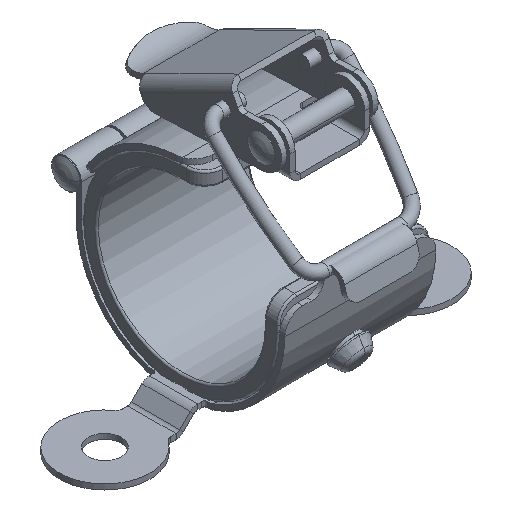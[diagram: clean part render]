
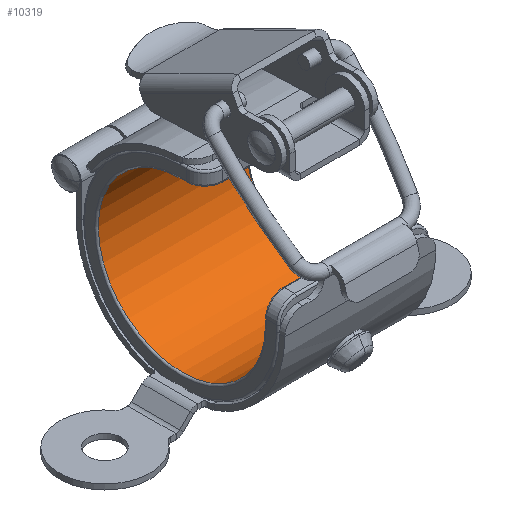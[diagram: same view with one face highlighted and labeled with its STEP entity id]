
A CAD part, isometric view. The second image highlights one B-rep face of the part: STEP entity #10319.
In plain terms, the highlighted cylindrical face has radius 13.9 mm (diameter 27.8 mm), a partial arc.
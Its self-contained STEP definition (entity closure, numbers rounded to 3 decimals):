
#9263=DIRECTION('',(1.,0.,0.));
#9264=VECTOR('',#9263,24.4);
#9265=CARTESIAN_POINT('',(-12.2,-13.9,0.));
#9266=LINE('',#9265,#9264);
#9302=CARTESIAN_POINT('',(-12.2,0.,0.));
#9303=DIRECTION('',(1.,0.,0.));
#9304=DIRECTION('',(0.,-1.,0.));
#9305=AXIS2_PLACEMENT_3D('',#9302,#9303,#9304);
#9307=DIRECTION('',(1.,0.,0.));
#9308=VECTOR('',#9307,24.4);
#9309=CARTESIAN_POINT('',(-12.2,0.,13.9));
#9310=LINE('',#9309,#9308);
#9311=CARTESIAN_POINT('',(12.2,0.,0.));
#9312=DIRECTION('',(-1.,0.,0.));
#9313=DIRECTION('',(0.,0.,1.));
#9314=AXIS2_PLACEMENT_3D('',#9311,#9312,#9313);
#9489=CARTESIAN_POINT('',(12.2,-13.9,0.));
#9491=VERTEX_POINT('',#9489);
#9507=CARTESIAN_POINT('',(-12.2,-13.9,0.));
#9508=VERTEX_POINT('',#9507);
#9511=CARTESIAN_POINT('',(-12.2,0.,13.9));
#9512=VERTEX_POINT('',#9511);
#9531=CARTESIAN_POINT('',(12.2,0.,13.9));
#9532=VERTEX_POINT('',#9531);
#10307=CARTESIAN_POINT('',(-12.5,0.,0.));
#10308=DIRECTION('',(1.,0.,0.));
#10309=DIRECTION('',(0.,-1.,0.));
#10310=AXIS2_PLACEMENT_3D('',#10307,#10308,#10309);
#10311=CYLINDRICAL_SURFACE('',#10310,13.9);
#10312=ORIENTED_EDGE('',*,*,#9666,.T.);
#10314=ORIENTED_EDGE('',*,*,#10313,.T.);
#10315=ORIENTED_EDGE('',*,*,#10300,.T.);
#10316=ORIENTED_EDGE('',*,*,#10223,.F.);
#10317=EDGE_LOOP('',(#10312,#10314,#10315,#10316));
#10318=FACE_OUTER_BOUND('',#10317,.F.);
#10319=ADVANCED_FACE('',(#10318),#10311,.F.);
#9306=CIRCLE('',#9305,13.9);
#9315=CIRCLE('',#9314,13.9);
#9666=EDGE_CURVE('',#9508,#9512,#9306,.T.);
#10223=EDGE_CURVE('',#9508,#9491,#9266,.T.);
#10300=EDGE_CURVE('',#9532,#9491,#9315,.T.);
#10313=EDGE_CURVE('',#9512,#9532,#9310,.T.);
